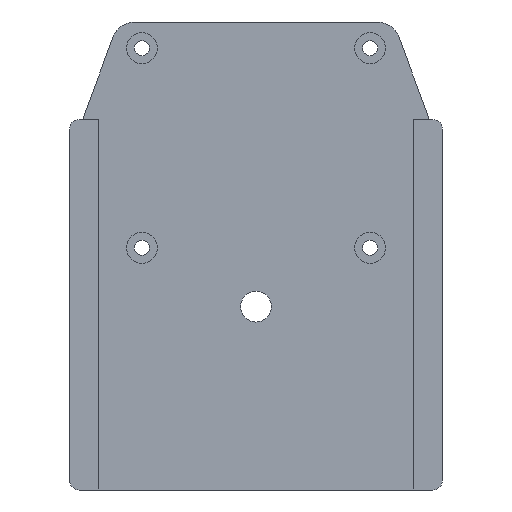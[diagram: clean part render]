
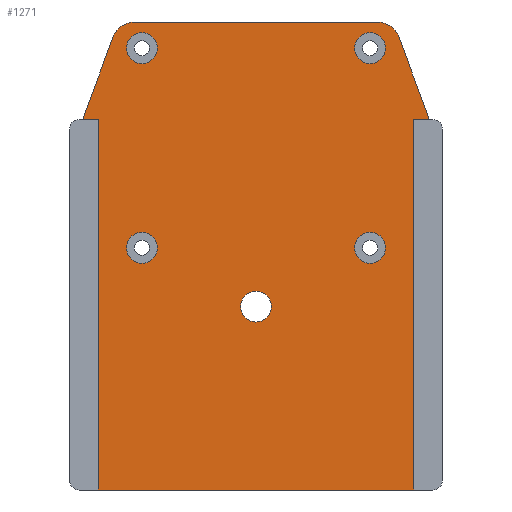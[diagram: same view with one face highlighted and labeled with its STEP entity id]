
A CAD part, front view. The second image highlights one B-rep face of the part: STEP entity #1271.
In plain terms, the highlighted planar face has unit normal (0, -1, 0).
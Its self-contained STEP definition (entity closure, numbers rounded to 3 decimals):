
#39=FACE_BOUND('',#240,.T.);
#40=FACE_BOUND('',#241,.T.);
#41=FACE_BOUND('',#242,.T.);
#42=FACE_BOUND('',#243,.T.);
#43=FACE_BOUND('',#244,.T.);
#78=PLANE('',#1408);
#150=FACE_OUTER_BOUND('',#239,.T.);
#239=EDGE_LOOP('',(#1117,#1118,#1119,#1120,#1121,#1122,#1123,#1124,#1125,
#1126));
#240=EDGE_LOOP('',(#1127));
#241=EDGE_LOOP('',(#1128));
#242=EDGE_LOOP('',(#1129));
#243=EDGE_LOOP('',(#1130));
#244=EDGE_LOOP('',(#1131));
#286=LINE('',#1917,#408);
#291=LINE('',#1929,#413);
#294=LINE('',#1936,#416);
#297=LINE('',#1944,#419);
#315=LINE('',#1993,#437);
#365=LINE('',#2120,#487);
#366=LINE('',#2123,#488);
#367=LINE('',#2124,#489);
#408=VECTOR('',#1540,10.);
#413=VECTOR('',#1555,10.);
#416=VECTOR('',#1564,10.);
#419=VECTOR('',#1573,10.);
#437=VECTOR('',#1617,10.);
#487=VECTOR('',#1757,10.);
#488=VECTOR('',#1760,10.);
#489=VECTOR('',#1761,10.);
#500=CIRCLE('',#1296,3.25);
#503=CIRCLE('',#1301,3.25);
#506=CIRCLE('',#1306,3.25);
#509=CIRCLE('',#1311,3.25);
#525=CIRCLE('',#1337,5.);
#526=CIRCLE('',#1340,5.);
#538=CIRCLE('',#1372,3.25);
#550=VERTEX_POINT('',#1796);
#553=VERTEX_POINT('',#1805);
#556=VERTEX_POINT('',#1814);
#559=VERTEX_POINT('',#1823);
#595=VERTEX_POINT('',#1909);
#596=VERTEX_POINT('',#1911);
#597=VERTEX_POINT('',#1915);
#598=VERTEX_POINT('',#1919);
#599=VERTEX_POINT('',#1927);
#600=VERTEX_POINT('',#1935);
#602=VERTEX_POINT('',#1943);
#620=VERTEX_POINT('',#1991);
#627=VERTEX_POINT('',#2017);
#652=VERTEX_POINT('',#2118);
#653=VERTEX_POINT('',#2122);
#660=EDGE_CURVE('',#550,#550,#500,.T.);
#664=EDGE_CURVE('',#553,#553,#503,.T.);
#668=EDGE_CURVE('',#556,#556,#506,.T.);
#672=EDGE_CURVE('',#559,#559,#509,.T.);
#715=EDGE_CURVE('',#595,#596,#525,.T.);
#718=EDGE_CURVE('',#595,#597,#286,.T.);
#720=EDGE_CURVE('',#598,#597,#526,.T.);
#724=EDGE_CURVE('',#598,#599,#291,.T.);
#727=EDGE_CURVE('',#600,#596,#294,.T.);
#731=EDGE_CURVE('',#600,#602,#297,.T.);
#756=EDGE_CURVE('',#620,#599,#315,.T.);
#769=EDGE_CURVE('',#627,#627,#538,.T.);
#819=EDGE_CURVE('',#620,#652,#365,.T.);
#820=EDGE_CURVE('',#653,#652,#366,.T.);
#821=EDGE_CURVE('',#602,#653,#367,.T.);
#1117=ORIENTED_EDGE('',*,*,#715,.F.);
#1118=ORIENTED_EDGE('',*,*,#718,.T.);
#1119=ORIENTED_EDGE('',*,*,#720,.F.);
#1120=ORIENTED_EDGE('',*,*,#724,.T.);
#1121=ORIENTED_EDGE('',*,*,#756,.F.);
#1122=ORIENTED_EDGE('',*,*,#819,.T.);
#1123=ORIENTED_EDGE('',*,*,#820,.F.);
#1124=ORIENTED_EDGE('',*,*,#821,.F.);
#1125=ORIENTED_EDGE('',*,*,#731,.F.);
#1126=ORIENTED_EDGE('',*,*,#727,.T.);
#1127=ORIENTED_EDGE('',*,*,#660,.T.);
#1128=ORIENTED_EDGE('',*,*,#664,.T.);
#1129=ORIENTED_EDGE('',*,*,#668,.T.);
#1130=ORIENTED_EDGE('',*,*,#672,.T.);
#1131=ORIENTED_EDGE('',*,*,#769,.T.);
#1271=ADVANCED_FACE('',(#150,#39,#40,#41,#42,#43),#78,.T.);
#1296=AXIS2_PLACEMENT_3D('',#1797,#1424,#1425);
#1301=AXIS2_PLACEMENT_3D('',#1806,#1435,#1436);
#1306=AXIS2_PLACEMENT_3D('',#1815,#1446,#1447);
#1311=AXIS2_PLACEMENT_3D('',#1824,#1457,#1458);
#1337=AXIS2_PLACEMENT_3D('',#1912,#1534,#1535);
#1340=AXIS2_PLACEMENT_3D('',#1921,#1544,#1545);
#1372=AXIS2_PLACEMENT_3D('',#2019,#1645,#1646);
#1408=AXIS2_PLACEMENT_3D('',#2121,#1758,#1759);
#1424=DIRECTION('center_axis',(0.,1.,0.));
#1425=DIRECTION('ref_axis',(1.,0.,0.));
#1435=DIRECTION('center_axis',(0.,1.,0.));
#1436=DIRECTION('ref_axis',(1.,0.,0.));
#1446=DIRECTION('center_axis',(0.,1.,0.));
#1447=DIRECTION('ref_axis',(1.,0.,0.));
#1457=DIRECTION('center_axis',(0.,1.,0.));
#1458=DIRECTION('ref_axis',(1.,0.,0.));
#1534=DIRECTION('center_axis',(0.,1.,0.));
#1535=DIRECTION('ref_axis',(0.572,0.,0.82));
#1540=DIRECTION('',(-1.,0.,0.));
#1544=DIRECTION('center_axis',(0.,1.,0.));
#1545=DIRECTION('ref_axis',(-0.572,0.,0.82));
#1555=DIRECTION('',(-0.345,0.,-0.939));
#1564=DIRECTION('',(-0.345,0.,0.939));
#1573=DIRECTION('',(-1.,0.,0.));
#1617=DIRECTION('',(-1.,0.,0.));
#1645=DIRECTION('center_axis',(0.,1.,0.));
#1646=DIRECTION('ref_axis',(-1.,0.,0.));
#1757=DIRECTION('',(0.,0.,-1.));
#1758=DIRECTION('center_axis',(0.,-1.,0.));
#1759=DIRECTION('ref_axis',(-1.,0.,0.));
#1760=DIRECTION('',(-1.,0.,0.));
#1761=DIRECTION('',(0.,0.,-1.));
#1796=CARTESIAN_POINT('',(-319.186,17.5,174.944));
#1797=CARTESIAN_POINT('Origin',(-315.936,17.5,174.944));
#1805=CARTESIAN_POINT('',(-367.186,17.5,174.944));
#1806=CARTESIAN_POINT('Origin',(-363.936,17.5,174.944));
#1814=CARTESIAN_POINT('',(-319.186,17.5,216.944));
#1815=CARTESIAN_POINT('Origin',(-315.936,17.5,216.944));
#1823=CARTESIAN_POINT('',(-367.186,17.5,216.944));
#1824=CARTESIAN_POINT('Origin',(-363.936,17.5,216.944));
#1909=CARTESIAN_POINT('',(-314.505,17.5,222.444));
#1911=CARTESIAN_POINT('',(-309.812,17.5,219.17));
#1912=CARTESIAN_POINT('Origin',(-314.505,17.5,217.444));
#1915=CARTESIAN_POINT('',(-365.366,17.5,222.444));
#1917=CARTESIAN_POINT('',(-311.016,17.5,222.444));
#1919=CARTESIAN_POINT('',(-370.059,17.5,219.17));
#1921=CARTESIAN_POINT('Origin',(-365.366,17.5,217.444));
#1927=CARTESIAN_POINT('',(-376.4,17.5,201.922));
#1929=CARTESIAN_POINT('',(-377.827,17.5,198.041));
#1935=CARTESIAN_POINT('',(-303.471,17.5,201.922));
#1936=CARTESIAN_POINT('',(-302.044,17.5,198.041));
#1943=CARTESIAN_POINT('',(-306.736,17.5,201.922));
#1944=CARTESIAN_POINT('',(-339.936,17.5,201.922));
#1991=CARTESIAN_POINT('',(-373.136,17.5,201.922));
#1993=CARTESIAN_POINT('',(-339.936,17.5,201.922));
#2017=CARTESIAN_POINT('',(-336.686,17.5,162.582));
#2019=CARTESIAN_POINT('Origin',(-339.936,17.5,162.582));
#2118=CARTESIAN_POINT('',(-373.136,17.5,124.));
#2120=CARTESIAN_POINT('',(-373.136,17.5,170.));
#2121=CARTESIAN_POINT('Origin',(-306.736,17.5,170.));
#2122=CARTESIAN_POINT('',(-306.736,17.5,124.));
#2123=CARTESIAN_POINT('',(-369.926,17.5,124.));
#2124=CARTESIAN_POINT('',(-306.736,17.5,170.));
